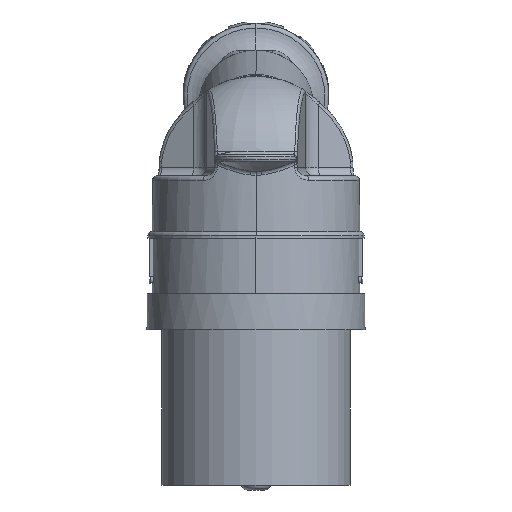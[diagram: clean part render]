
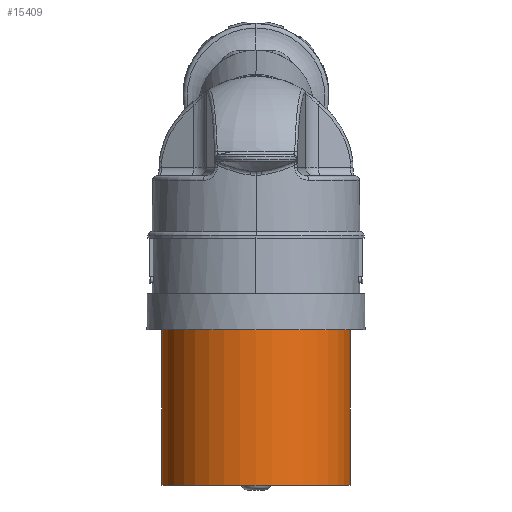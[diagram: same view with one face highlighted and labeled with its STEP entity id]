
A CAD part, front view. The second image highlights one B-rep face of the part: STEP entity #15409.
In plain terms, the highlighted cylindrical face has radius 22 mm (diameter 44 mm), a partial arc.
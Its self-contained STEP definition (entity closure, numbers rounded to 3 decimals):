
#12664=DIRECTION('',(0.,0.,-1.));
#12665=VECTOR('',#12664,36.25);
#12666=CARTESIAN_POINT('',(22.,0.,36.25));
#12667=LINE('',#12666,#12665);
#12668=DIRECTION('',(0.,0.,-1.));
#12669=VECTOR('',#12668,36.25);
#12670=CARTESIAN_POINT('',(-22.,0.,36.25));
#12671=LINE('',#12670,#12669);
#12672=CARTESIAN_POINT('',(0.,0.,36.25));
#12673=DIRECTION('',(0.,0.,-1.));
#12674=DIRECTION('',(1.,0.,0.));
#12675=AXIS2_PLACEMENT_3D('',#12672,#12673,#12674);
#12731=CARTESIAN_POINT('',(0.,0.,0.));
#12732=DIRECTION('',(0.,0.,-1.));
#12733=DIRECTION('',(1.,0.,0.));
#12734=AXIS2_PLACEMENT_3D('',#12731,#12732,#12733);
#14180=CARTESIAN_POINT('',(22.,0.,36.25));
#14181=CARTESIAN_POINT('',(22.,0.,0.));
#14182=VERTEX_POINT('',#14180);
#14183=VERTEX_POINT('',#14181);
#14188=CARTESIAN_POINT('',(-22.,0.,36.25));
#14189=CARTESIAN_POINT('',(-22.,0.,0.));
#14190=VERTEX_POINT('',#14188);
#14191=VERTEX_POINT('',#14189);
#15395=CARTESIAN_POINT('',(0.,0.,-2.238));
#15396=DIRECTION('',(0.,0.,1.));
#15397=DIRECTION('',(-1.,0.,0.));
#15398=AXIS2_PLACEMENT_3D('',#15395,#15396,#15397);
#15399=CYLINDRICAL_SURFACE('',#15398,22.);
#15401=ORIENTED_EDGE('',*,*,#15400,.T.);
#15403=ORIENTED_EDGE('',*,*,#15402,.T.);
#15405=ORIENTED_EDGE('',*,*,#15404,.F.);
#15406=ORIENTED_EDGE('',*,*,#15388,.F.);
#15407=EDGE_LOOP('',(#15401,#15403,#15405,#15406));
#15408=FACE_OUTER_BOUND('',#15407,.F.);
#15409=ADVANCED_FACE('',(#15408),#15399,.T.);
#12676=CIRCLE('',#12675,22.);
#12735=CIRCLE('',#12734,22.);
#15388=EDGE_CURVE('',#14182,#14190,#12676,.T.);
#15400=EDGE_CURVE('',#14182,#14183,#12667,.T.);
#15402=EDGE_CURVE('',#14183,#14191,#12735,.T.);
#15404=EDGE_CURVE('',#14190,#14191,#12671,.T.);
